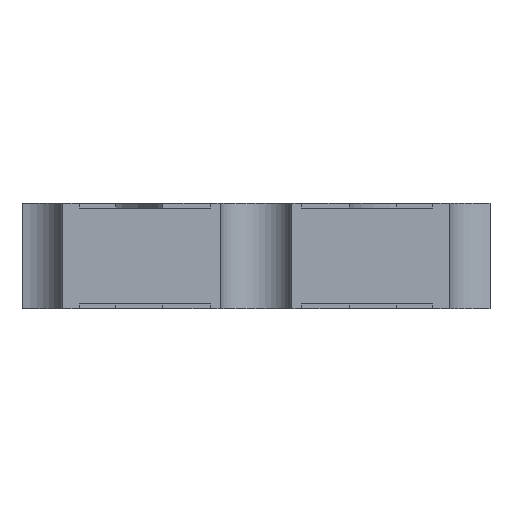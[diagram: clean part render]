
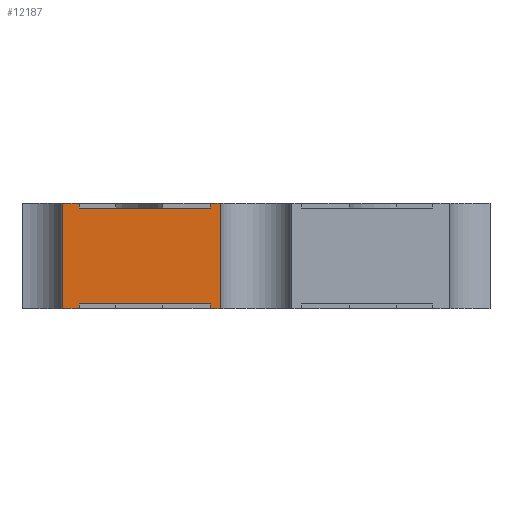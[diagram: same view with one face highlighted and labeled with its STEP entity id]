
A CAD part, left-side view. The second image highlights one B-rep face of the part: STEP entity #12187.
In plain terms, the highlighted planar face has unit normal (-1, 0, 0).
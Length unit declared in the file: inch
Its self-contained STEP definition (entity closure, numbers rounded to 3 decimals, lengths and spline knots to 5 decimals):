
#374 = LINE ( 'NONE', #11468, #1566 ) ;
#484 = EDGE_CURVE ( 'NONE', #2370, #11621, #953, .T. ) ;
#557 = VECTOR ( 'NONE', #2214, 39.37008 ) ;
#565 = VECTOR ( 'NONE', #12164, 39.37008 ) ;
#599 = EDGE_CURVE ( 'NONE', #11949, #8514, #8343, .T. ) ;
#691 = CARTESIAN_POINT ( 'NONE',  ( -0.125, 0.0195, 0.043 ) ) ;
#799 = CARTESIAN_POINT ( 'NONE',  ( -0.125, 0.0153, 0.002 ) ) ;
#953 = LINE ( 'NONE', #7070, #8654 ) ;
#994 = DIRECTION ( 'NONE',  ( 0., -1., 0. ) ) ;
#1314 = CARTESIAN_POINT ( 'NONE',  ( -0.125, 0.0755, 0.002 ) ) ;
#1437 = CARTESIAN_POINT ( 'NONE',  ( -0.125, 0.0195, 0.043 ) ) ;
#1566 = VECTOR ( 'NONE', #9454, 39.37008 ) ;
#1622 = VERTEX_POINT ( 'NONE', #7009 ) ;
#1934 = VECTOR ( 'NONE', #3202, 39.37008 ) ;
#2021 = CARTESIAN_POINT ( 'NONE',  ( -0.125, 0.0195, 0.045 ) ) ;
#2134 = VECTOR ( 'NONE', #7584, 39.37008 ) ;
#2214 = DIRECTION ( 'NONE',  ( 0., 1., 0. ) ) ;
#2334 = CARTESIAN_POINT ( 'NONE',  ( -0.125, 0.0195, 0. ) ) ;
#2370 = VERTEX_POINT ( 'NONE', #10531 ) ;
#2651 = ORIENTED_EDGE ( 'NONE', *, *, #3528, .T. ) ;
#2711 = DIRECTION ( 'NONE',  ( 0., 0., -1. ) ) ;
#2872 = EDGE_CURVE ( 'NONE', #8463, #8514, #8769, .T. ) ;
#2963 = CARTESIAN_POINT ( 'NONE',  ( -0.125, 0.0755, 0. ) ) ;
#3074 = CARTESIAN_POINT ( 'NONE',  ( -0.125, 0.0195, 0.002 ) ) ;
#3120 = VECTOR ( 'NONE', #5995, 39.37008 ) ;
#3202 = DIRECTION ( 'NONE',  ( 0., 0., -1. ) ) ;
#3528 = EDGE_CURVE ( 'NONE', #9278, #1622, #8210, .T. ) ;
#4357 = ORIENTED_EDGE ( 'NONE', *, *, #11224, .F. ) ;
#4584 = ORIENTED_EDGE ( 'NONE', *, *, #8262, .T. ) ;
#4611 = EDGE_CURVE ( 'NONE', #9833, #2370, #5089, .T. ) ;
#4811 = VECTOR ( 'NONE', #10788, 39.37008 ) ;
#5042 = EDGE_CURVE ( 'NONE', #11621, #6634, #6923, .T. ) ;
#5089 = LINE ( 'NONE', #9154, #565 ) ;
#5126 = EDGE_CURVE ( 'NONE', #11949, #1622, #9954, .T. ) ;
#5243 = LINE ( 'NONE', #9373, #8921 ) ;
#5930 = CARTESIAN_POINT ( 'NONE',  ( -0.125, 0.0195, 0.002 ) ) ;
#5995 = DIRECTION ( 'NONE',  ( 0., 0., -1. ) ) ;
#6063 = ORIENTED_EDGE ( 'NONE', *, *, #5042, .T. ) ;
#6163 = VERTEX_POINT ( 'NONE', #3074 ) ;
#6169 = DIRECTION ( 'NONE',  ( 0., -1., 0. ) ) ;
#6273 = ORIENTED_EDGE ( 'NONE', *, *, #599, .T. ) ;
#6350 = EDGE_CURVE ( 'NONE', #6163, #9278, #12346, .T. ) ;
#6634 = VERTEX_POINT ( 'NONE', #9324 ) ;
#6635 = EDGE_CURVE ( 'NONE', #8463, #9833, #374, .T. ) ;
#6698 = LINE ( 'NONE', #9980, #10330 ) ;
#6797 = CARTESIAN_POINT ( 'NONE',  ( -0.125, 0.08266, 0.002 ) ) ;
#6812 = ORIENTED_EDGE ( 'NONE', *, *, #2872, .F. ) ;
#6923 = LINE ( 'NONE', #6797, #3120 ) ;
#6935 = VECTOR ( 'NONE', #9075, 39.37008 ) ;
#7009 = CARTESIAN_POINT ( 'NONE',  ( -0.125, 0.0153, 0. ) ) ;
#7070 = CARTESIAN_POINT ( 'NONE',  ( -0.125, 0., 0.045 ) ) ;
#7133 = VECTOR ( 'NONE', #994, 39.37008 ) ;
#7242 = ORIENTED_EDGE ( 'NONE', *, *, #484, .T. ) ;
#7584 = DIRECTION ( 'NONE',  ( 0., -1., 0. ) ) ;
#7777 = ORIENTED_EDGE ( 'NONE', *, *, #4611, .T. ) ;
#8194 = CARTESIAN_POINT ( 'NONE',  ( -0.125, 0.0153, 0.002 ) ) ;
#8210 = LINE ( 'NONE', #12293, #2134 ) ;
#8262 = EDGE_CURVE ( 'NONE', #6634, #8522, #5243, .T. ) ;
#8343 = LINE ( 'NONE', #11362, #557 ) ;
#8463 = VERTEX_POINT ( 'NONE', #691 ) ;
#8514 = VERTEX_POINT ( 'NONE', #2021 ) ;
#8522 = VERTEX_POINT ( 'NONE', #2963 ) ;
#8575 = ORIENTED_EDGE ( 'NONE', *, *, #12271, .T. ) ;
#8654 = VECTOR ( 'NONE', #10169, 39.37008 ) ;
#8769 = LINE ( 'NONE', #1437, #4811 ) ;
#8921 = VECTOR ( 'NONE', #6169, 39.37008 ) ;
#9062 = ORIENTED_EDGE ( 'NONE', *, *, #6635, .T. ) ;
#9070 = DIRECTION ( 'NONE',  ( 0., 0., -1. ) ) ;
#9075 = DIRECTION ( 'NONE',  ( 0., 0., -1. ) ) ;
#9154 = CARTESIAN_POINT ( 'NONE',  ( -0.125, 0.0755, 0.043 ) ) ;
#9195 = LINE ( 'NONE', #5930, #7133 ) ;
#9244 = CARTESIAN_POINT ( 'NONE',  ( -0.125, 0.0755, 0.043 ) ) ;
#9278 = VERTEX_POINT ( 'NONE', #2334 ) ;
#9324 = CARTESIAN_POINT ( 'NONE',  ( -0.125, 0.08266, 0. ) ) ;
#9373 = CARTESIAN_POINT ( 'NONE',  ( -0.125, 0.0153, 0. ) ) ;
#9454 = DIRECTION ( 'NONE',  ( 0., 1., 0. ) ) ;
#9621 = VERTEX_POINT ( 'NONE', #1314 ) ;
#9833 = VERTEX_POINT ( 'NONE', #9244 ) ;
#9920 = ORIENTED_EDGE ( 'NONE', *, *, #6350, .T. ) ;
#9954 = LINE ( 'NONE', #799, #6935 ) ;
#9980 = CARTESIAN_POINT ( 'NONE',  ( -0.125, 0.0755, 0.002 ) ) ;
#10169 = DIRECTION ( 'NONE',  ( 0., 1., 0. ) ) ;
#10330 = VECTOR ( 'NONE', #2711, 39.37008 ) ;
#10414 = CARTESIAN_POINT ( 'NONE',  ( -0.125, 0.0153, 0.045 ) ) ;
#10472 = CARTESIAN_POINT ( 'NONE',  ( -0.125, 0.0195, 0.002 ) ) ;
#10531 = CARTESIAN_POINT ( 'NONE',  ( -0.125, 0.0755, 0.045 ) ) ;
#10563 = CARTESIAN_POINT ( 'NONE',  ( -0.125, 0.08266, 0.045 ) ) ;
#10594 = AXIS2_PLACEMENT_3D ( 'NONE', #8194, #11140, #9070 ) ;
#10788 = DIRECTION ( 'NONE',  ( 0., 0., 1. ) ) ;
#11019 = PLANE ( 'NONE',  #10594 ) ;
#11053 = ORIENTED_EDGE ( 'NONE', *, *, #5126, .F. ) ;
#11140 = DIRECTION ( 'NONE',  ( 1., 0., 0. ) ) ;
#11224 = EDGE_CURVE ( 'NONE', #9621, #8522, #6698, .T. ) ;
#11362 = CARTESIAN_POINT ( 'NONE',  ( -0.125, 0., 0.045 ) ) ;
#11468 = CARTESIAN_POINT ( 'NONE',  ( -0.125, 0., 0.043 ) ) ;
#11480 = EDGE_LOOP ( 'NONE', ( #6812, #9062, #7777, #7242, #6063, #4584, #4357, #8575, #9920, #2651, #11053, #6273 ) ) ;
#11621 = VERTEX_POINT ( 'NONE', #10563 ) ;
#11949 = VERTEX_POINT ( 'NONE', #10414 ) ;
#12164 = DIRECTION ( 'NONE',  ( 0., 0., 1. ) ) ;
#12187 = ADVANCED_FACE ( 'NONE', ( #13212 ), #11019, .F. ) ;
#12271 = EDGE_CURVE ( 'NONE', #9621, #6163, #9195, .T. ) ;
#12293 = CARTESIAN_POINT ( 'NONE',  ( -0.125, 0.0153, 0. ) ) ;
#12346 = LINE ( 'NONE', #10472, #1934 ) ;
#13212 = FACE_OUTER_BOUND ( 'NONE', #11480, .T. ) ;
